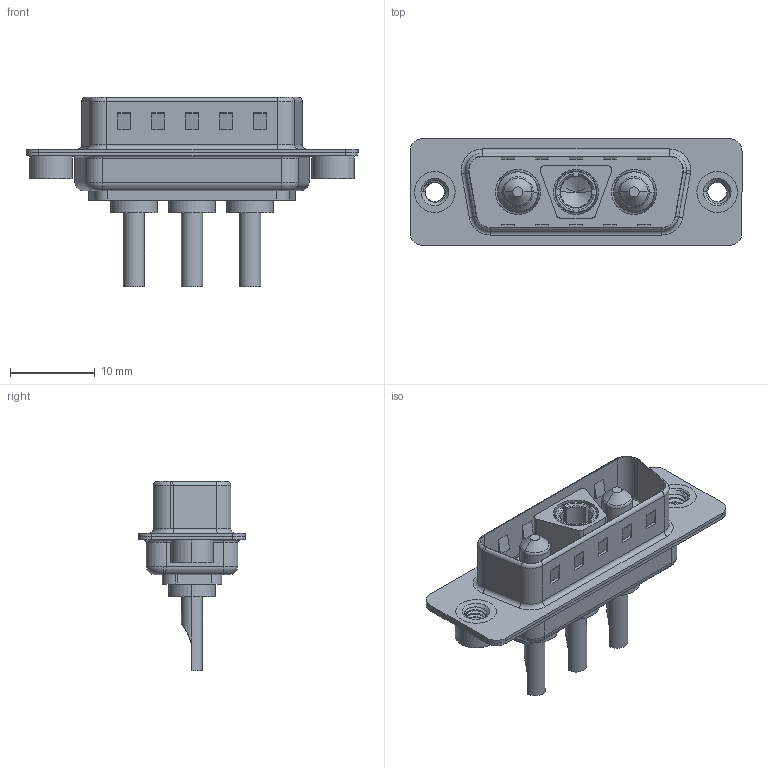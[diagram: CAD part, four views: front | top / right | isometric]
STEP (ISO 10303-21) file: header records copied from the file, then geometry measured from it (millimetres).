
FILE_DESCRIPTION (( 'STEP AP203' ), '1' );
FILE_NAME ('627-3WK3622-1NA.STEP', '2019-05-24T22:50:01', ( '' ), ( '' ), 'SwSTEP 2.0', 'SolidWorks 2016', '' );
FILE_SCHEMA (( 'CONFIG_CONTROL_DESIGN' ));
Length unit declared in the file: millimetre
Products named in the file (8): 627-3WK3622-1NA; 627Combo Housing_3WK3; 627Combo Shell Rear_15 Contacts; 627Combo Shell Front_15 Contacts; 627Combo Threaded Rivet_A; Power Socket_10A SC; Power Pin_10A SC; 627Combo Threaded Rivet_2
Assembly tree (8 placements, depth 2):
  627-3WK3622-1NA
    627Combo Housing_3WK3
    627Combo Shell Rear_15 Contacts
    627Combo Shell Front_15 Contacts
    627Combo Threaded Rivet_A
    Power Socket_10A SC
    Power Pin_10A SC  x2
    627Combo Threaded Rivet_2
Bounding box: 39.15 x 12.6 x 22.3 mm (x, y, z)
Volume: 2144.3 mm3; surface area: 5222.2 mm2
Topology: 11 solids, 11 shells, 519 faces, 1292 edges, 808 vertices
Faces by surface type: cylinder 209, plane 199, torus 58, cone 41, bspline 12
Entity records: 18630 total; most frequent: CARTESIAN_POINT 6183, DIRECTION 2491, ORIENTED_EDGE 2390, EDGE_CURVE 1195, AXIS2_PLACEMENT_3D 939, VERTEX_POINT 757, VECTOR 613, LINE 613
